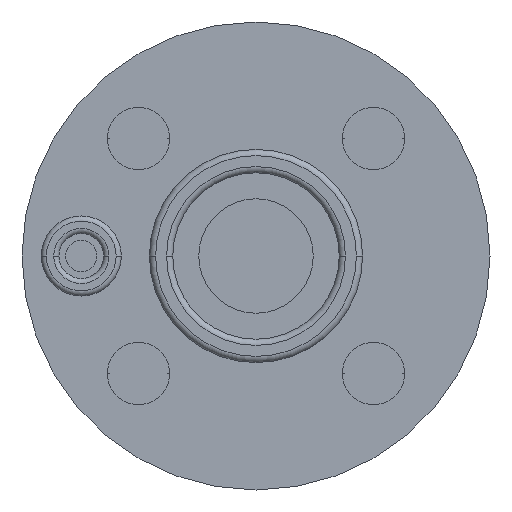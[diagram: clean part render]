
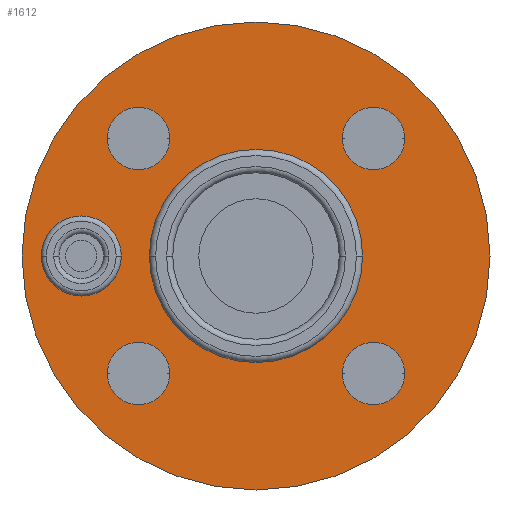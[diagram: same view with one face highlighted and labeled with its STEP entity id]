
A CAD part, front view. The second image highlights one B-rep face of the part: STEP entity #1612.
In plain terms, the highlighted planar face has unit normal (0, -1, 0).
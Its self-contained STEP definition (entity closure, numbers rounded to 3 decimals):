
#150=CARTESIAN_POINT('',(11.3,0.,11.3));
#151=DIRECTION('',(0.,-1.,0.));
#152=DIRECTION('',(-1.,0.,0.));
#153=AXIS2_PLACEMENT_3D('',#150,#151,#152);
#158=CARTESIAN_POINT('',(11.3,0.,11.3));
#159=DIRECTION('',(0.,-1.,0.));
#160=DIRECTION('',(1.,0.,0.));
#161=AXIS2_PLACEMENT_3D('',#158,#159,#160);
#166=CARTESIAN_POINT('',(-11.3,0.,11.3));
#167=DIRECTION('',(0.,-1.,0.));
#168=DIRECTION('',(-1.,0.,0.));
#169=AXIS2_PLACEMENT_3D('',#166,#167,#168);
#174=CARTESIAN_POINT('',(-11.3,0.,11.3));
#175=DIRECTION('',(0.,-1.,0.));
#176=DIRECTION('',(1.,0.,0.));
#177=AXIS2_PLACEMENT_3D('',#174,#175,#176);
#182=CARTESIAN_POINT('',(11.3,0.,-11.3));
#183=DIRECTION('',(0.,-1.,0.));
#184=DIRECTION('',(-1.,0.,0.));
#185=AXIS2_PLACEMENT_3D('',#182,#183,#184);
#190=CARTESIAN_POINT('',(11.3,0.,-11.3));
#191=DIRECTION('',(0.,-1.,0.));
#192=DIRECTION('',(1.,0.,0.));
#193=AXIS2_PLACEMENT_3D('',#190,#191,#192);
#198=CARTESIAN_POINT('',(-11.3,0.,-11.3));
#199=DIRECTION('',(0.,-1.,0.));
#200=DIRECTION('',(-1.,0.,0.));
#201=AXIS2_PLACEMENT_3D('',#198,#199,#200);
#206=CARTESIAN_POINT('',(-11.3,0.,-11.3));
#207=DIRECTION('',(0.,-1.,0.));
#208=DIRECTION('',(1.,0.,0.));
#209=AXIS2_PLACEMENT_3D('',#206,#207,#208);
#230=CARTESIAN_POINT('',(-16.8,0.,0.));
#231=DIRECTION('',(0.,1.,0.));
#232=DIRECTION('',(1.,0.,0.));
#233=AXIS2_PLACEMENT_3D('',#230,#231,#232);
#238=CARTESIAN_POINT('',(-16.8,0.,0.));
#239=DIRECTION('',(0.,1.,0.));
#240=DIRECTION('',(-1.,0.,0.));
#241=AXIS2_PLACEMENT_3D('',#238,#239,#240);
#246=CARTESIAN_POINT('',(0.,0.,0.));
#247=DIRECTION('',(0.,1.,0.));
#248=DIRECTION('',(-1.,0.,0.));
#249=AXIS2_PLACEMENT_3D('',#246,#247,#248);
#254=CARTESIAN_POINT('',(0.,0.,0.));
#255=DIRECTION('',(0.,1.,0.));
#256=DIRECTION('',(1.,0.,0.));
#257=AXIS2_PLACEMENT_3D('',#254,#255,#256);
#262=CARTESIAN_POINT('',(0.,0.,0.));
#263=DIRECTION('',(0.,1.,0.));
#264=DIRECTION('',(1.,0.,0.));
#265=AXIS2_PLACEMENT_3D('',#262,#263,#264);
#277=CARTESIAN_POINT('',(0.,0.,0.));
#278=DIRECTION('',(0.,-1.,0.));
#279=DIRECTION('',(1.,0.,0.));
#280=AXIS2_PLACEMENT_3D('',#277,#278,#279);
#1360=CARTESIAN_POINT('',(22.5,0.,0.));
#1362=VERTEX_POINT('',#1360);
#1382=CARTESIAN_POINT('',(-22.5,0.,0.));
#1384=VERTEX_POINT('',#1382);
#1426=CARTESIAN_POINT('',(8.3,0.,11.3));
#1427=CARTESIAN_POINT('',(14.3,0.,11.3));
#1428=VERTEX_POINT('',#1426);
#1429=VERTEX_POINT('',#1427);
#1440=CARTESIAN_POINT('',(-14.3,0.,11.3));
#1441=VERTEX_POINT('',#1440);
#1442=CARTESIAN_POINT('',(-8.3,0.,11.3));
#1443=VERTEX_POINT('',#1442);
#1454=CARTESIAN_POINT('',(8.3,0.,-11.3));
#1455=VERTEX_POINT('',#1454);
#1456=CARTESIAN_POINT('',(14.3,0.,-11.3));
#1457=VERTEX_POINT('',#1456);
#1468=CARTESIAN_POINT('',(-14.3,0.,-11.3));
#1469=VERTEX_POINT('',#1468);
#1470=CARTESIAN_POINT('',(-8.3,0.,-11.3));
#1471=VERTEX_POINT('',#1470);
#1484=CARTESIAN_POINT('',(-13.45,0.,0.));
#1485=CARTESIAN_POINT('',(-20.15,0.,0.));
#1486=VERTEX_POINT('',#1484);
#1487=VERTEX_POINT('',#1485);
#1508=CARTESIAN_POINT('',(-9.65,0.,0.));
#1509=CARTESIAN_POINT('',(9.65,0.,0.));
#1510=VERTEX_POINT('',#1508);
#1511=VERTEX_POINT('',#1509);
#1565=CARTESIAN_POINT('',(0.,0.,0.));
#1566=DIRECTION('',(0.,1.,0.));
#1567=DIRECTION('',(1.,0.,0.));
#1568=AXIS2_PLACEMENT_3D('',#1565,#1566,#1567);
#1569=PLANE('',#1568);
#1571=ORIENTED_EDGE('',*,*,#1570,.T.);
#1573=ORIENTED_EDGE('',*,*,#1572,.F.);
#1574=EDGE_LOOP('',(#1571,#1573));
#1575=FACE_OUTER_BOUND('',#1574,.F.);
#1577=ORIENTED_EDGE('',*,*,#1576,.T.);
#1579=ORIENTED_EDGE('',*,*,#1578,.T.);
#1580=EDGE_LOOP('',(#1577,#1579));
#1581=FACE_BOUND('',#1580,.F.);
#1583=ORIENTED_EDGE('',*,*,#1582,.T.);
#1585=ORIENTED_EDGE('',*,*,#1584,.T.);
#1586=EDGE_LOOP('',(#1583,#1585));
#1587=FACE_BOUND('',#1586,.F.);
#1589=ORIENTED_EDGE('',*,*,#1588,.T.);
#1591=ORIENTED_EDGE('',*,*,#1590,.T.);
#1592=EDGE_LOOP('',(#1589,#1591));
#1593=FACE_BOUND('',#1592,.F.);
#1595=ORIENTED_EDGE('',*,*,#1594,.T.);
#1597=ORIENTED_EDGE('',*,*,#1596,.T.);
#1598=EDGE_LOOP('',(#1595,#1597));
#1599=FACE_BOUND('',#1598,.F.);
#1601=ORIENTED_EDGE('',*,*,#1600,.F.);
#1603=ORIENTED_EDGE('',*,*,#1602,.F.);
#1604=EDGE_LOOP('',(#1601,#1603));
#1605=FACE_BOUND('',#1604,.F.);
#1607=ORIENTED_EDGE('',*,*,#1606,.F.);
#1609=ORIENTED_EDGE('',*,*,#1608,.F.);
#1610=EDGE_LOOP('',(#1607,#1609));
#1611=FACE_BOUND('',#1610,.F.);
#154=CIRCLE('',#153,3.);
#162=CIRCLE('',#161,3.);
#170=CIRCLE('',#169,3.);
#178=CIRCLE('',#177,3.);
#186=CIRCLE('',#185,3.);
#194=CIRCLE('',#193,3.);
#202=CIRCLE('',#201,3.);
#210=CIRCLE('',#209,3.);
#234=CIRCLE('',#233,3.35);
#242=CIRCLE('',#241,3.35);
#250=CIRCLE('',#249,9.65);
#258=CIRCLE('',#257,9.65);
#266=CIRCLE('',#265,22.5);
#281=CIRCLE('',#280,22.5);
#1570=EDGE_CURVE('',#1362,#1384,#266,.T.);
#1572=EDGE_CURVE('',#1362,#1384,#281,.T.);
#1576=EDGE_CURVE('',#1428,#1429,#154,.T.);
#1578=EDGE_CURVE('',#1429,#1428,#162,.T.);
#1582=EDGE_CURVE('',#1441,#1443,#170,.T.);
#1584=EDGE_CURVE('',#1443,#1441,#178,.T.);
#1588=EDGE_CURVE('',#1455,#1457,#186,.T.);
#1590=EDGE_CURVE('',#1457,#1455,#194,.T.);
#1594=EDGE_CURVE('',#1469,#1471,#202,.T.);
#1596=EDGE_CURVE('',#1471,#1469,#210,.T.);
#1600=EDGE_CURVE('',#1486,#1487,#234,.T.);
#1602=EDGE_CURVE('',#1487,#1486,#242,.T.);
#1606=EDGE_CURVE('',#1510,#1511,#250,.T.);
#1608=EDGE_CURVE('',#1511,#1510,#258,.T.);
#1612=ADVANCED_FACE('',(#1575,#1581,#1587,#1593,#1599,#1605,#1611),#1569,.F.);
